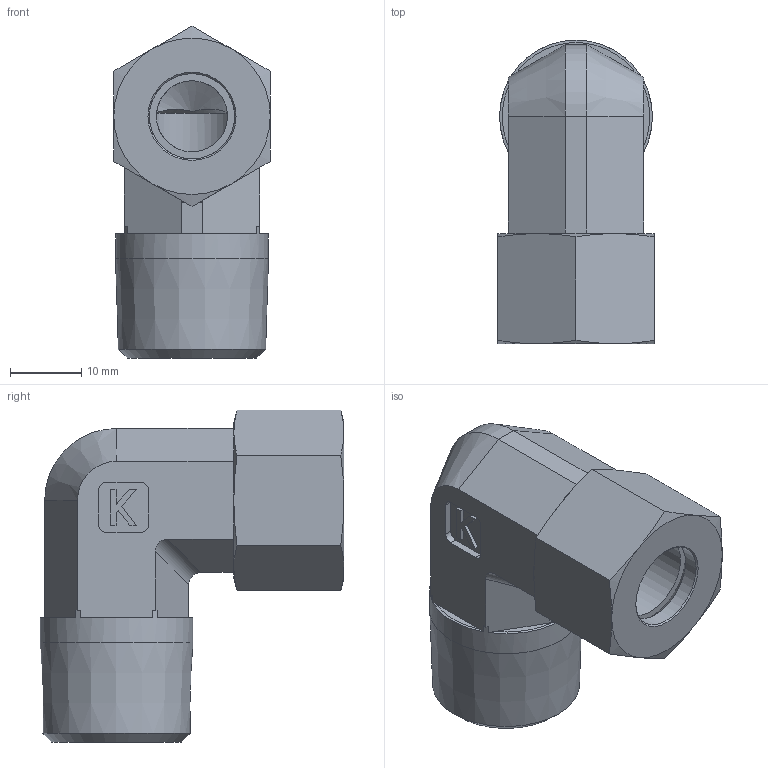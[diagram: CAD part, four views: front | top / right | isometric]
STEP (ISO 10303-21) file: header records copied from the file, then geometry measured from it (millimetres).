
FILE_DESCRIPTION((''),'2;1');
FILE_NAME('24002124818.stp','2014-08-26T10:53:50',(''),('KNOMI spol. s r. o.'),'Autodesk Inventor 2012','Autodesk Inventor 2012','');
FILE_SCHEMA(('AUTOMOTIVE_DESIGN { 1 2 10303 214 0 1 1 1 }'));
Length unit declared in the file: millimetre
Products named in the file (4): LHCR2K 12LRkuž R1/2/M18x1; 23002 124818; 3911218; 40112
Assembly tree (3 placements, depth 2):
  LHCR2K 12LRkuž R1/2/M18x1
    23002 124818
    3911218
    40112
Bounding box: 22 x 42.76 x 46.7 mm (x, y, z)
Volume: 16530.3 mm3; surface area: 9888.2 mm2
Topology: 3 solids, 3 shells, 109 faces, 275 edges, 182 vertices
Faces by surface type: plane 54, cone 29, cylinder 19, torus 7
Full cylindrical faces by diameter (mm): 10 x1, 12 x4, 14.3 x1, 15.7 x1, 16 x1, 16.376 x1, 18 x1, 21.518 x1
Entity records: 3323 total; most frequent: CARTESIAN_POINT 652, DIRECTION 512, ORIENTED_EDGE 464, EDGE_CURVE 232, AXIS2_PLACEMENT_3D 194, VERTEX_POINT 160, EDGE_LOOP 146, VECTOR 124
